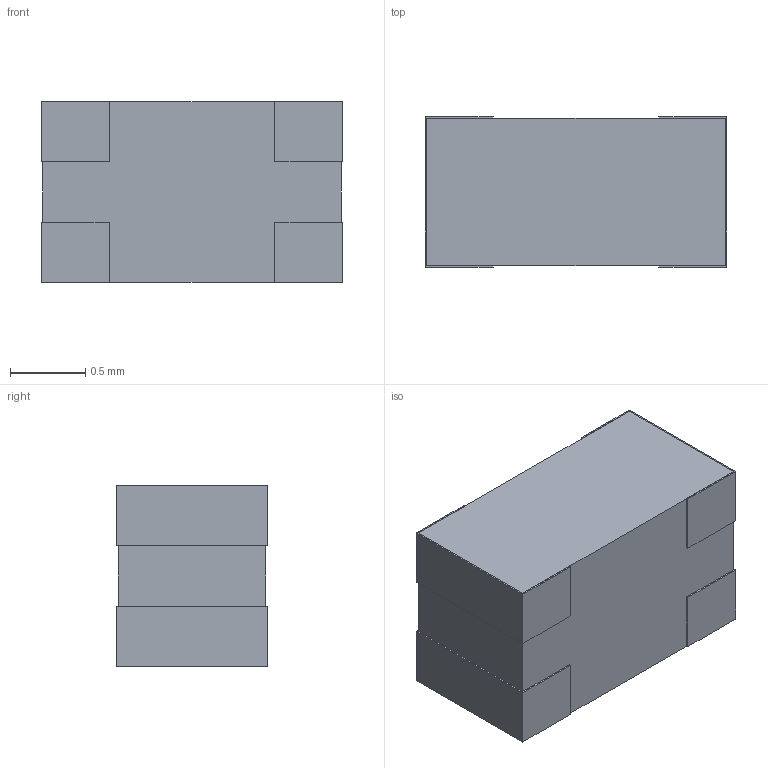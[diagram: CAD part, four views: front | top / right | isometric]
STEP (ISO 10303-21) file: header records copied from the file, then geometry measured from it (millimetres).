
FILE_DESCRIPTION (( 'STEP AP214' ), '1' );
FILE_NAME ('Walsin Technology Corporation RFCMF1220100M4T.STEP', '2025-06-20T06:38:12', ( '' ), ( '' ), 'SwSTEP 2.0', 'SolidWorks 2023', '' );
FILE_SCHEMA (( 'AUTOMOTIVE_DESIGN' ));
Length unit declared in the file: millimetre
Products named in the file (1): Walsin Technology Corporation RFCMF1220100M4T
Bounding box: 2 x 1 x 1.2 mm (x, y, z)
Volume: 2.4 mm3; surface area: 17.2 mm2
Topology: 5 solids, 5 shells, 46 faces, 108 edges, 72 vertices
Faces by surface type: plane 46
Entity records: 1857 total; most frequent: CARTESIAN_POINT 227, ORIENTED_EDGE 216, DIRECTION 202, EDGE_CURVE 108, VECTOR 108, LINE 108, VERTEX_POINT 72, UNCERTAINTY_MEASURE_WITH_UNIT 52
